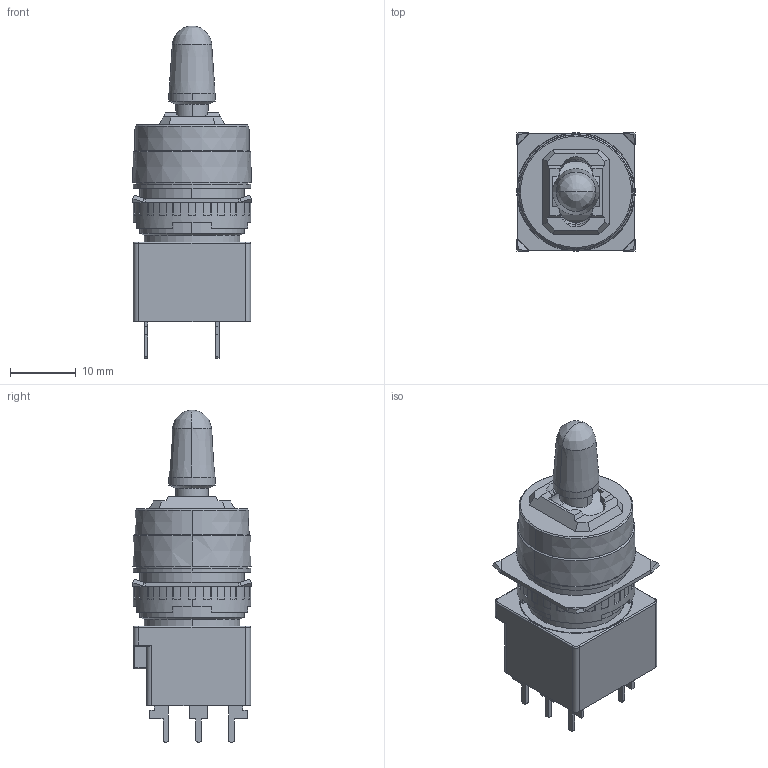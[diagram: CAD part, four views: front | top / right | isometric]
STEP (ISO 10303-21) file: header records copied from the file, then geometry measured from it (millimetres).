
FILE_DESCRIPTION (( 'STEP AP214' ), '1' );
FILE_NAME ('105_LB1T-[2][3](3)TxV.STEP', '2020-09-25T01:00:13', ( 'IDEC' ), ( 'IDEC' ), 'SwSTEP 2.0', 'SolidWorks 2019', '' );
FILE_SCHEMA (( 'AUTOMOTIVE_DESIGN' ));
Length unit declared in the file: millimetre
Products named in the file (4): LB-T-BODY-M; 105_LB1T-[2][3](3)TxV; LB-T2V; LB-NUT-SET
Assembly tree (3 placements, depth 2):
  105_LB1T-[2][3](3)TxV
    LB-T-BODY-M
    LB-T2V
    LB-NUT-SET
Bounding box: 18.07 x 18.07 x 50.4 mm (x, y, z)
Volume: 8240.3 mm3; surface area: 4691.3 mm2
Topology: 3 solids, 3 shells, 429 faces, 1153 edges, 732 vertices
Faces by surface type: plane 262, cylinder 125, bspline 26, cone 16
Entity records: 15347 total; most frequent: CARTESIAN_POINT 3165, ORIENTED_EDGE 2290, DIRECTION 2197, EDGE_CURVE 1145, LINE 773, VECTOR 773, VERTEX_POINT 732, AXIS2_PLACEMENT_3D 712
